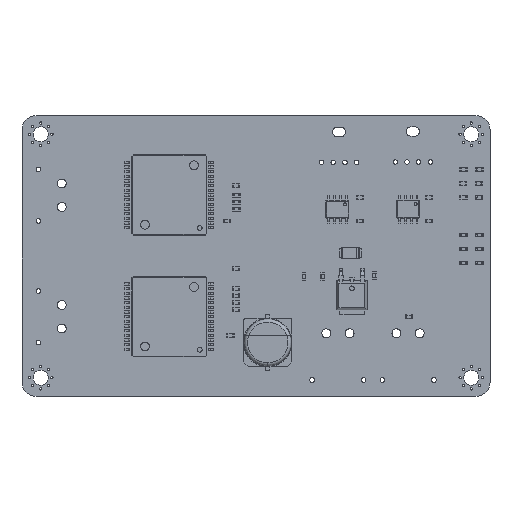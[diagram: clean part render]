
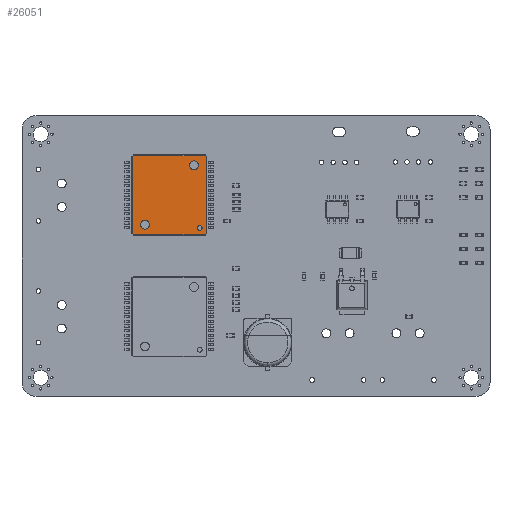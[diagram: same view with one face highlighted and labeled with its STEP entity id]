
A CAD part, top view. The second image highlights one B-rep face of the part: STEP entity #26051.
In plain terms, the highlighted face is planar.
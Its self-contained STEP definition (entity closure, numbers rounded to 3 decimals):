
#25492 = VERTEX_POINT('',#25493);
#25493 = CARTESIAN_POINT('',(-6.347,1.125,-4.292));
#25499 = EDGE_CURVE('',#25500,#25492,#25502,.T.);
#25500 = VERTEX_POINT('',#25501);
#25501 = CARTESIAN_POINT('',(-6.347,1.125,-6.175));
#25502 = CIRCLE('',#25503,0.942);
#25503 = AXIS2_PLACEMENT_3D('',#25504,#25505,#25506);
#25504 = CARTESIAN_POINT('',(-6.347,1.125,-5.233));
#25505 = DIRECTION('',(0.,1.,0.));
#25506 = DIRECTION('',(0.,-0.,1.));
#25534 = VERTEX_POINT('',#25535);
#25535 = CARTESIAN_POINT('',(6.347,1.125,6.175));
#25541 = EDGE_CURVE('',#25542,#25534,#25544,.T.);
#25542 = VERTEX_POINT('',#25543);
#25543 = CARTESIAN_POINT('',(6.347,1.125,4.292));
#25544 = CIRCLE('',#25545,0.942);
#25545 = AXIS2_PLACEMENT_3D('',#25546,#25547,#25548);
#25546 = CARTESIAN_POINT('',(6.347,1.125,5.233));
#25547 = DIRECTION('',(0.,1.,0.));
#25548 = DIRECTION('',(0.,-0.,1.));
#25576 = VERTEX_POINT('',#25577);
#25577 = CARTESIAN_POINT('',(-7.054,1.125,6.991));
#25583 = EDGE_CURVE('',#25584,#25576,#25586,.T.);
#25584 = VERTEX_POINT('',#25585);
#25585 = CARTESIAN_POINT('',(-7.054,1.125,5.961));
#25586 = CIRCLE('',#25587,0.515);
#25587 = AXIS2_PLACEMENT_3D('',#25588,#25589,#25590);
#25588 = CARTESIAN_POINT('',(-7.054,1.125,6.476));
#25589 = DIRECTION('',(0.,1.,0.));
#25590 = DIRECTION('',(0.,-0.,1.));
#25865 = VERTEX_POINT('',#25866);
#25866 = CARTESIAN_POINT('',(8.228,1.125,-7.826));
#25872 = EDGE_CURVE('',#25873,#25865,#25875,.T.);
#25873 = VERTEX_POINT('',#25874);
#25874 = CARTESIAN_POINT('',(8.426,1.125,-7.628));
#25875 = LINE('',#25876,#25877);
#25876 = CARTESIAN_POINT('',(8.477,1.125,-7.577));
#25877 = VECTOR('',#25878,1.);
#25878 = DIRECTION('',(-0.707,0.,-0.707));
#25896 = VERTEX_POINT('',#25897);
#25897 = CARTESIAN_POINT('',(-8.228,1.125,-7.826));
#25903 = EDGE_CURVE('',#25865,#25896,#25904,.T.);
#25904 = LINE('',#25905,#25906);
#25905 = CARTESIAN_POINT('',(8.3,1.125,-7.826));
#25906 = VECTOR('',#25907,1.);
#25907 = DIRECTION('',(-1.,-0.,0.));
#25920 = VERTEX_POINT('',#25921);
#25921 = CARTESIAN_POINT('',(-8.426,1.125,-7.628));
#25927 = EDGE_CURVE('',#25896,#25920,#25928,.T.);
#25928 = LINE('',#25929,#25930);
#25929 = CARTESIAN_POINT('',(-8.177,1.125,-7.877));
#25930 = VECTOR('',#25931,1.);
#25931 = DIRECTION('',(-0.707,-0.,0.707));
#25944 = VERTEX_POINT('',#25945);
#25945 = CARTESIAN_POINT('',(-8.426,1.125,7.628));
#25951 = EDGE_CURVE('',#25920,#25944,#25952,.T.);
#25952 = LINE('',#25953,#25954);
#25953 = CARTESIAN_POINT('',(-8.426,1.125,-7.7));
#25954 = VECTOR('',#25955,1.);
#25955 = DIRECTION('',(-0.,-0.,1.));
#25968 = VERTEX_POINT('',#25969);
#25969 = CARTESIAN_POINT('',(-8.228,1.125,7.826));
#25975 = EDGE_CURVE('',#25944,#25968,#25976,.T.);
#25976 = LINE('',#25977,#25978);
#25977 = CARTESIAN_POINT('',(-8.477,1.125,7.577));
#25978 = VECTOR('',#25979,1.);
#25979 = DIRECTION('',(0.707,-0.,0.707));
#25992 = VERTEX_POINT('',#25993);
#25993 = CARTESIAN_POINT('',(8.228,1.125,7.826));
#25999 = EDGE_CURVE('',#25968,#25992,#26000,.T.);
#26000 = LINE('',#26001,#26002);
#26001 = CARTESIAN_POINT('',(-8.3,1.125,7.826));
#26002 = VECTOR('',#26003,1.);
#26003 = DIRECTION('',(1.,-0.,0.));
#26016 = VERTEX_POINT('',#26017);
#26017 = CARTESIAN_POINT('',(8.426,1.125,7.628));
#26023 = EDGE_CURVE('',#25992,#26016,#26024,.T.);
#26024 = LINE('',#26025,#26026);
#26025 = CARTESIAN_POINT('',(8.177,1.125,7.877));
#26026 = VECTOR('',#26027,1.);
#26027 = DIRECTION('',(0.707,-0.,-0.707));
#26040 = EDGE_CURVE('',#26016,#25873,#26041,.T.);
#26041 = LINE('',#26042,#26043);
#26042 = CARTESIAN_POINT('',(8.426,1.125,7.7));
#26043 = VECTOR('',#26044,1.);
#26044 = DIRECTION('',(-0.,-0.,-1.));
#26051 = ADVANCED_FACE('',(#26052,#26062,#26072,#26082),#26092,.T.);
#26052 = FACE_BOUND('',#26053,.T.);
#26053 = EDGE_LOOP('',(#26054,#26061));
#26054 = ORIENTED_EDGE('',*,*,#26055,.F.);
#26055 = EDGE_CURVE('',#25492,#25500,#26056,.T.);
#26056 = CIRCLE('',#26057,0.942);
#26057 = AXIS2_PLACEMENT_3D('',#26058,#26059,#26060);
#26058 = CARTESIAN_POINT('',(-6.347,1.125,-5.233));
#26059 = DIRECTION('',(0.,1.,0.));
#26060 = DIRECTION('',(0.,-0.,1.));
#26061 = ORIENTED_EDGE('',*,*,#25499,.F.);
#26062 = FACE_BOUND('',#26063,.T.);
#26063 = EDGE_LOOP('',(#26064,#26071));
#26064 = ORIENTED_EDGE('',*,*,#26065,.F.);
#26065 = EDGE_CURVE('',#25534,#25542,#26066,.T.);
#26066 = CIRCLE('',#26067,0.942);
#26067 = AXIS2_PLACEMENT_3D('',#26068,#26069,#26070);
#26068 = CARTESIAN_POINT('',(6.347,1.125,5.233));
#26069 = DIRECTION('',(0.,1.,0.));
#26070 = DIRECTION('',(0.,-0.,1.));
#26071 = ORIENTED_EDGE('',*,*,#25541,.F.);
#26072 = FACE_BOUND('',#26073,.T.);
#26073 = EDGE_LOOP('',(#26074,#26081));
#26074 = ORIENTED_EDGE('',*,*,#26075,.F.);
#26075 = EDGE_CURVE('',#25576,#25584,#26076,.T.);
#26076 = CIRCLE('',#26077,0.515);
#26077 = AXIS2_PLACEMENT_3D('',#26078,#26079,#26080);
#26078 = CARTESIAN_POINT('',(-7.054,1.125,6.476));
#26079 = DIRECTION('',(0.,1.,0.));
#26080 = DIRECTION('',(0.,-0.,1.));
#26081 = ORIENTED_EDGE('',*,*,#25583,.F.);
#26082 = FACE_BOUND('',#26083,.T.);
#26083 = EDGE_LOOP('',(#26084,#26085,#26086,#26087,#26088,#26089,#26090,
    #26091));
#26084 = ORIENTED_EDGE('',*,*,#25872,.T.);
#26085 = ORIENTED_EDGE('',*,*,#25903,.T.);
#26086 = ORIENTED_EDGE('',*,*,#25927,.T.);
#26087 = ORIENTED_EDGE('',*,*,#25951,.T.);
#26088 = ORIENTED_EDGE('',*,*,#25975,.T.);
#26089 = ORIENTED_EDGE('',*,*,#25999,.T.);
#26090 = ORIENTED_EDGE('',*,*,#26023,.T.);
#26091 = ORIENTED_EDGE('',*,*,#26040,.T.);
#26092 = PLANE('',#26093);
#26093 = AXIS2_PLACEMENT_3D('',#26094,#26095,#26096);
#26094 = CARTESIAN_POINT('',(0.,1.125,0.));
#26095 = DIRECTION('',(0.,1.,0.));
#26096 = DIRECTION('',(0.,-0.,1.));
